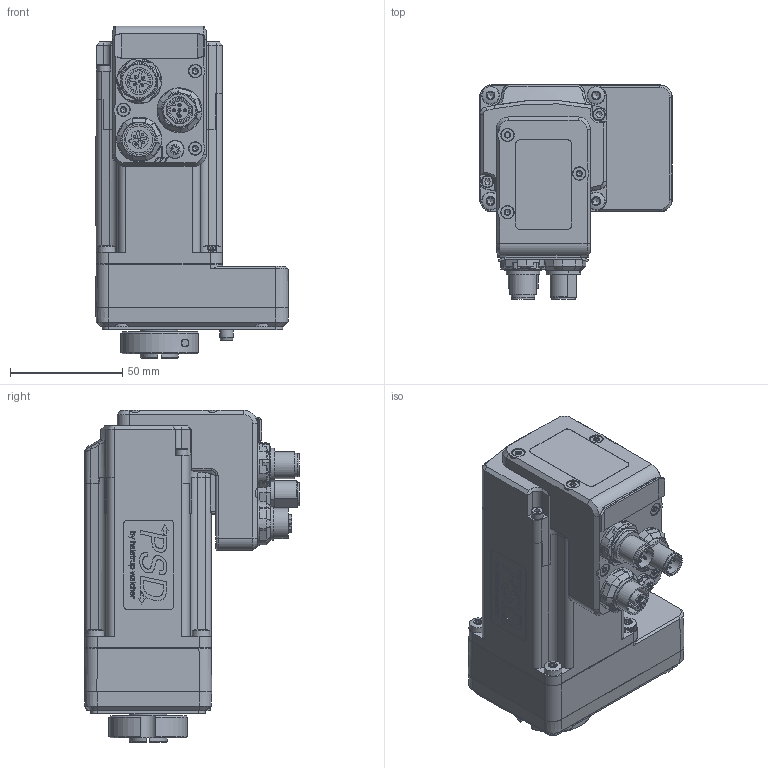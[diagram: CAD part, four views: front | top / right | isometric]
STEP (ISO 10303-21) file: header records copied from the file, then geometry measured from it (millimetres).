
FILE_DESCRIPTION(/* description */ (''),/* implementation_level */ '2;1');
FILE_NAME(/* name */ '7300.014243A.stp',/* time_stamp */ '2020-06-30T16:49:25+02:00',/* author */ ('mzabek'),/* organization */ (''),/* preprocessor_version */ 'ST-DEVELOPER v17',/* originating_system */ 'Autodesk Inventor 2018',/* authorisation */ '');
FILE_SCHEMA (('AUTOMOTIVE_DESIGN { 1 0 10303 214 3 1 1 }'));
Products named in the file (1): ENG-104926
Bounding box: 85.95 x 95.85 x 148.1 mm (x, y, z)
Volume: 493975.5 mm3; surface area: 55453.9 mm2
Topology: 4 solids, 4 shells, 2161 faces, 5972 edges, 3893 vertices
Faces by surface type: plane 942, bspline 476, cylinder 449, cone 209, sphere 43, torus 42
Full cylindrical faces by diameter (mm): 0.6 x3, 0.8 x5, 1 x13, 1.4 x4, 2.693 x4, 3 x4, 3.2 x4, 3.459 x1, 3.5 x2, 4 x1, 4.5 x1, 5.5 x2, 5.6 x6, 6 x8, 7 x2, 8 x2, 8.3 x1, 9.2 x1, 10.2 x1, 10.4 x1, 10.5 x1, 12 x2, 13.5 x1, 14 x1, 14.2 x1, 15 x2, 17 x1, 20 x3, 38.1 x1, 39 x1
Entity records: 79076 total; most frequent: CARTESIAN_POINT 25407, ORIENTED_EDGE 11826, DIRECTION 8983, EDGE_CURVE 5913, VERTEX_POINT 3893, AXIS2_PLACEMENT_3D 3035, LINE 2913, VECTOR 2913
